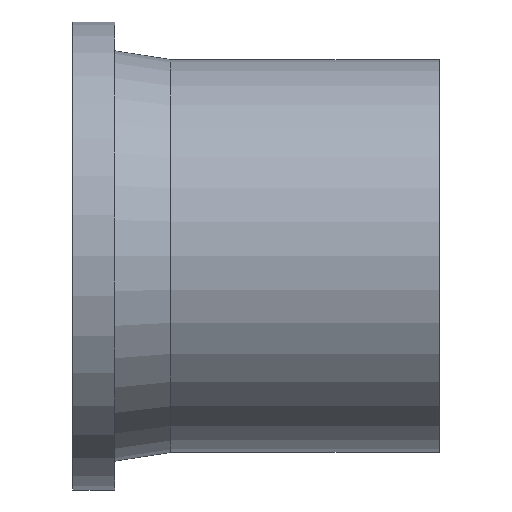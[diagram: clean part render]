
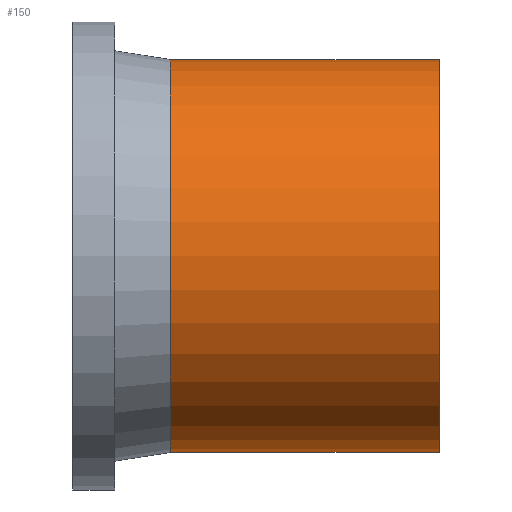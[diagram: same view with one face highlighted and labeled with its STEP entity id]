
A CAD part, top view. The second image highlights one B-rep face of the part: STEP entity #150.
In plain terms, the highlighted cylindrical face has radius 112.5 mm (diameter 225 mm), a partial arc.
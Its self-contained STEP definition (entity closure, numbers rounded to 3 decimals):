
#74 = VERTEX_POINT( '', #186 );
#86 = VERTEX_POINT( '', #202 );
#108 = EDGE_CURVE( '', #86, #110, #229, .T. );
#110 = VERTEX_POINT( '', #231 );
#114 = EDGE_CURVE( '', #74, #86, #235, .T. );
#138 = EDGE_CURVE( '', #110, #162, #261, .T. );
#140 = EDGE_CURVE( '', #74, #162, #263, .T. );
#150 = ADVANCED_FACE( '', ( #273 ), #274, .T. );
#162 = VERTEX_POINT( '', #288 );
#186 = CARTESIAN_POINT( '', ( -154., -112.5, 0. ) );
#202 = CARTESIAN_POINT( '', ( 0., -112.5, 0. ) );
#229 = CIRCLE( '', #353, 112.5 );
#231 = CARTESIAN_POINT( '', ( 0., 112.5, 0. ) );
#235 = LINE( '', #361, #362 );
#261 = LINE( '', #396, #397 );
#263 = CIRCLE( '', #400, 112.5 );
#273 = FACE_OUTER_BOUND( '', #414, .T. );
#274 = CYLINDRICAL_SURFACE( '', #415, 112.5 );
#288 = CARTESIAN_POINT( '', ( -154., 112.5, 0. ) );
#353 = AXIS2_PLACEMENT_3D( '', #502, #503, #504 );
#361 = CARTESIAN_POINT( '', ( -77., -112.5, 0. ) );
#362 = VECTOR( '', #508, 1. );
#396 = CARTESIAN_POINT( '', ( -77., 112.5, 0. ) );
#397 = VECTOR( '', #536, 1. );
#400 = AXIS2_PLACEMENT_3D( '', #537, #538, #539 );
#414 = EDGE_LOOP( '', ( #548, #549, #550, #551 ) );
#415 = AXIS2_PLACEMENT_3D( '', #552, #553, #554 );
#502 = CARTESIAN_POINT( '', ( 0., 0., 0. ) );
#503 = DIRECTION( '', ( -1., 0., 0. ) );
#504 = DIRECTION( '', ( 0., 1., 0. ) );
#508 = DIRECTION( '', ( 1., 0., 0. ) );
#536 = DIRECTION( '', ( -1., 0., 0. ) );
#537 = CARTESIAN_POINT( '', ( -154., 0., 0. ) );
#538 = DIRECTION( '', ( -1., 0., 0. ) );
#539 = DIRECTION( '', ( 0., 1., 0. ) );
#548 = ORIENTED_EDGE( '', *, *, #138, .T. );
#549 = ORIENTED_EDGE( '', *, *, #140, .F. );
#550 = ORIENTED_EDGE( '', *, *, #114, .T. );
#551 = ORIENTED_EDGE( '', *, *, #108, .T. );
#552 = CARTESIAN_POINT( '', ( -77., 0., 0. ) );
#553 = DIRECTION( '', ( 1., 0., 0. ) );
#554 = DIRECTION( '', ( 0., 1., 0. ) );
